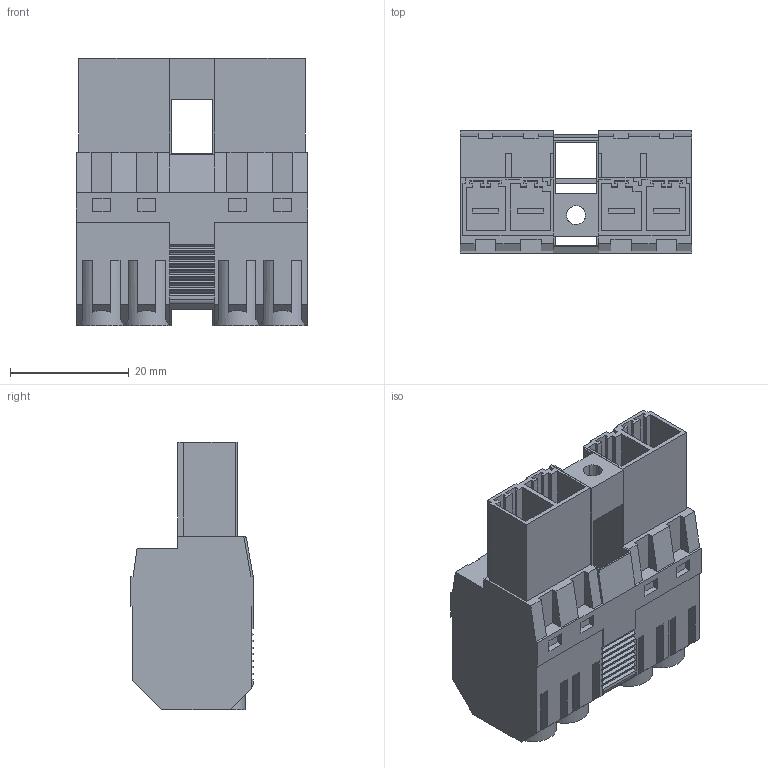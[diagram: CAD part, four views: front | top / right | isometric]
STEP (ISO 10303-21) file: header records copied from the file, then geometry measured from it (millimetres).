
FILE_DESCRIPTION(('CATIA V5 STEP Exchange','CAx-IF Rec.Pracs.--- Model Styling and Organization---1.4--- 2014-01-23'),'2;1');
FILE_NAME ('D1447980_1_1061140000_1061140000.stp','2022-10-14T09:38:57+00:00',('none'),('Weidmueller'),'CATIA Version 5-6 Release 2016 SP3 HF44','CATIA V5 STEP AP214','none');
FILE_SCHEMA(('AUTOMOTIVE_DESIGN { 1 0 10303 214 1 1 1 1 }'));
Length unit declared in the file: millimetre
Products named in the file (1): 1061140000
Bounding box: 39 x 20.6 x 45.01 mm (x, y, z)
Volume: 16735.2 mm3; surface area: 12626.5 mm2
Topology: 6 solids, 6 shells, 542 faces, 1497 edges, 983 vertices
Faces by surface type: plane 482, cylinder 60
Entity records: 16073 total; most frequent: ORIENTED_EDGE 2994, CARTESIAN_POINT 2964, DIRECTION 2203, EDGE_CURVE 1497, VECTOR 1357, LINE 1357, VERTEX_POINT 983, EDGE_LOOP 570
